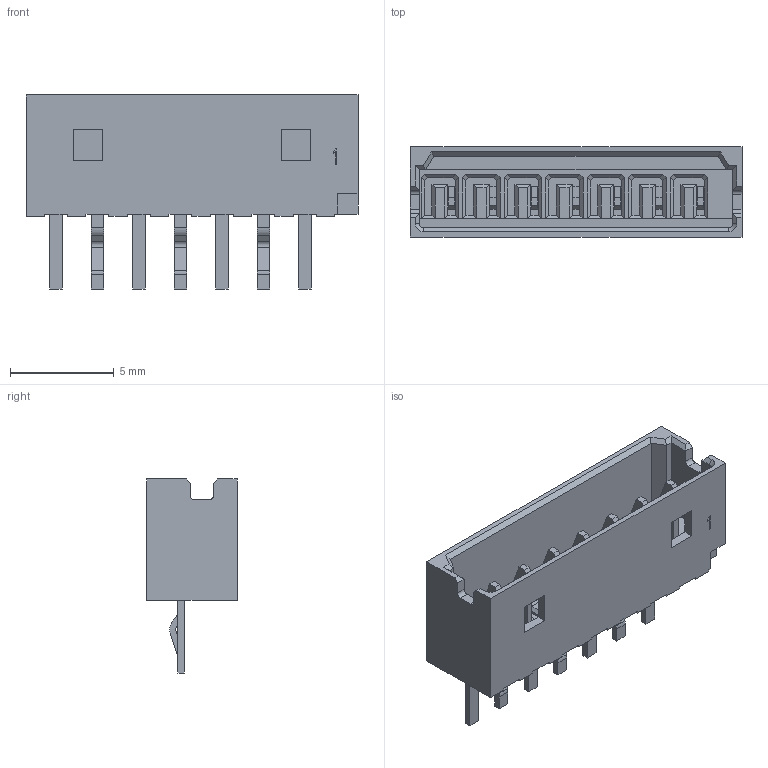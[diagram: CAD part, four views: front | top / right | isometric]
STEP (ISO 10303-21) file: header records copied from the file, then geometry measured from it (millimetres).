
FILE_DESCRIPTION((''),'2;1');
FILE_NAME('530140710','2014-02-27T',('me'),(''),'PRO/ENGINEER BY PARAMETRIC TECHNOLOGY CORPORATION, 2011490','PRO/ENGINEER BY PARAMETRIC TECHNOLOGY CORPORATION, 2011490','');
FILE_SCHEMA(('CONFIG_CONTROL_DESIGN'));
Length unit declared in the file: millimetre
Products named in the file (1): 530140710
Bounding box: 16 x 4.35 x 9.35 mm (x, y, z)
Volume: 187.5 mm3; surface area: 649.5 mm2
Topology: 1 solids, 1 shells, 393 faces, 1030 edges, 654 vertices
Faces by surface type: plane 367, cylinder 24, cone 2
Entity records: 11784 total; most frequent: CARTESIAN_POINT 2064, ORIENTED_EDGE 2032, DIRECTION 1882, EDGE_CURVE 1016, VECTOR 966, LINE 966, VERTEX_POINT 640, AXIS2_PLACEMENT_3D 458
